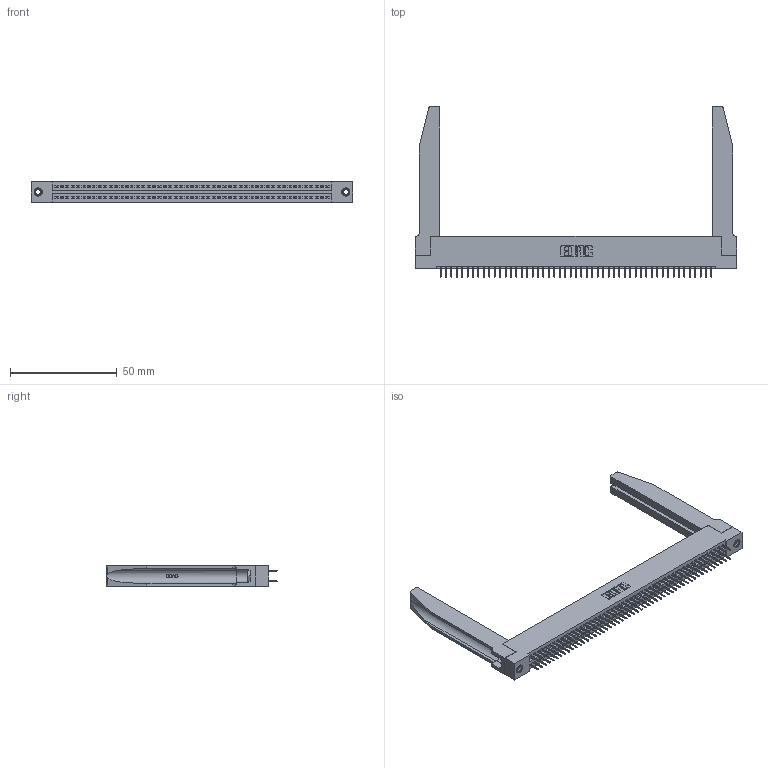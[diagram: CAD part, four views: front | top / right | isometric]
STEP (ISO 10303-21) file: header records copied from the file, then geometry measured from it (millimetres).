
FILE_DESCRIPTION (( 'STEP AP203' ), '1' );
FILE_NAME ('395-102-524-278.STEP', '2019-10-26T17:50:07', ( '' ), ( '' ), 'SwSTEP 2.0', 'SolidWorks 2016', '' );
FILE_SCHEMA (( 'CONFIG_CONTROL_DESIGN' ));
Length unit declared in the file: inch
Products named in the file (5): 345 Part_Flush Mounting Lugs - 0.156 Dia-TH; 345-292-001_345-293-124; 345-250-001_345-250-001-102; 345-220-078_345-220-078; 395-102-524-278
Assembly tree (107 placements, depth 2):
  395-102-524-278
    345 Part_Flush Mounting Lugs - 0.156 Dia-TH
    345-292-001_345-293-124  x102
    345-250-001_345-250-001-102  x2
    345-220-078_345-220-078  x2
Bounding box: 150.77 x 80.31 x 9.4 mm (x, y, z)
Volume: 22346 mm3; surface area: 28150.4 mm2
Topology: 107 solids, 107 shells, 5868 faces, 16555 edges, 10618 vertices
Faces by surface type: plane 4200, cylinder 1616, bspline 36, cone 12, torus 4
Entity records: 43618 total; most frequent: CARTESIAN_POINT 8219, ORIENTED_EDGE 7050, DIRECTION 6231, EDGE_CURVE 3525, VECTOR 3099, LINE 3099, VERTEX_POINT 2340, AXIS2_PLACEMENT_3D 1566
